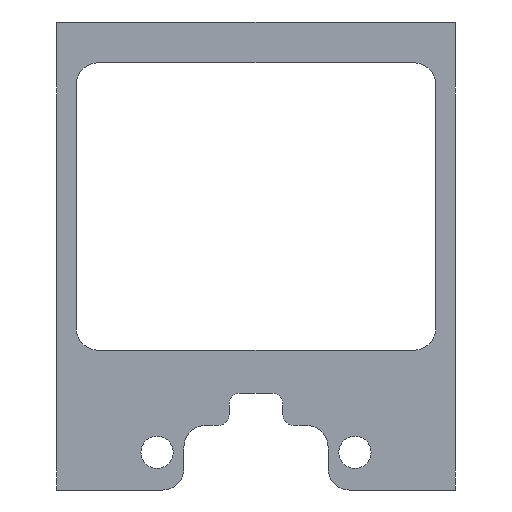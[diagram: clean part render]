
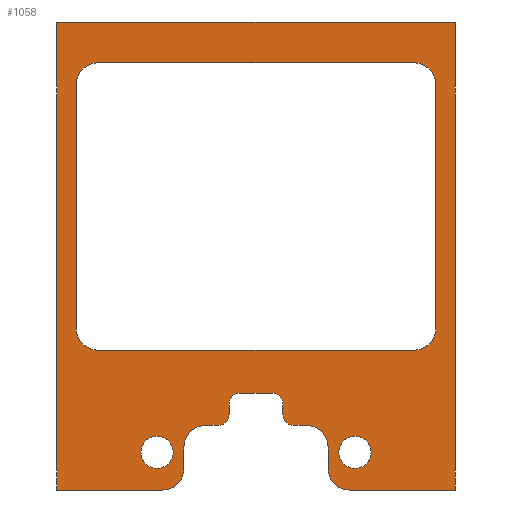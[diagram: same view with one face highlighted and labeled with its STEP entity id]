
A CAD part, left-side view. The second image highlights one B-rep face of the part: STEP entity #1058.
In plain terms, the highlighted planar face has unit normal (-1, 0, 0).
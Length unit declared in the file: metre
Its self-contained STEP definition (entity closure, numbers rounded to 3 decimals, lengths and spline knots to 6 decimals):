
#40=LINE('',#1559,#144);
#56=LINE('',#1606,#160);
#64=LINE('',#1629,#168);
#68=LINE('',#1638,#172);
#86=LINE('',#1699,#190);
#87=LINE('',#1704,#191);
#88=LINE('',#1708,#192);
#89=LINE('',#1712,#193);
#90=LINE('',#1713,#194);
#91=LINE('',#1715,#195);
#92=LINE('',#1717,#196);
#93=LINE('',#1721,#197);
#94=LINE('',#1726,#198);
#95=LINE('',#1730,#199);
#96=LINE('',#1735,#200);
#97=LINE('',#1740,#201);
#144=VECTOR('',#1238,1.);
#160=VECTOR('',#1274,1.);
#168=VECTOR('',#1292,1.);
#172=VECTOR('',#1298,1.);
#190=VECTOR('',#1348,1.);
#191=VECTOR('',#1351,1.);
#192=VECTOR('',#1354,1.);
#193=VECTOR('',#1357,1.);
#194=VECTOR('',#1358,1.);
#195=VECTOR('',#1359,1.);
#196=VECTOR('',#1360,1.);
#197=VECTOR('',#1363,1.);
#198=VECTOR('',#1368,1.);
#199=VECTOR('',#1371,1.);
#200=VECTOR('',#1376,1.);
#201=VECTOR('',#1381,1.);
#328=ORIENTED_EDGE('',*,*,#632,.F.);
#329=ORIENTED_EDGE('',*,*,#633,.T.);
#330=ORIENTED_EDGE('',*,*,#634,.F.);
#331=ORIENTED_EDGE('',*,*,#635,.T.);
#332=ORIENTED_EDGE('',*,*,#636,.T.);
#333=ORIENTED_EDGE('',*,*,#637,.T.);
#334=ORIENTED_EDGE('',*,*,#638,.F.);
#335=ORIENTED_EDGE('',*,*,#639,.T.);
#336=ORIENTED_EDGE('',*,*,#640,.F.);
#337=ORIENTED_EDGE('',*,*,#563,.F.);
#338=ORIENTED_EDGE('',*,*,#641,.T.);
#339=ORIENTED_EDGE('',*,*,#642,.T.);
#340=ORIENTED_EDGE('',*,*,#643,.F.);
#341=ORIENTED_EDGE('',*,*,#644,.T.);
#342=ORIENTED_EDGE('',*,*,#645,.T.);
#343=ORIENTED_EDGE('',*,*,#646,.T.);
#344=ORIENTED_EDGE('',*,*,#602,.T.);
#345=ORIENTED_EDGE('',*,*,#647,.T.);
#346=ORIENTED_EDGE('',*,*,#648,.T.);
#347=ORIENTED_EDGE('',*,*,#649,.T.);
#348=ORIENTED_EDGE('',*,*,#650,.T.);
#349=ORIENTED_EDGE('',*,*,#651,.T.);
#350=ORIENTED_EDGE('',*,*,#586,.F.);
#351=ORIENTED_EDGE('',*,*,#652,.T.);
#352=ORIENTED_EDGE('',*,*,#653,.T.);
#353=ORIENTED_EDGE('',*,*,#654,.T.);
#354=ORIENTED_EDGE('',*,*,#598,.T.);
#355=ORIENTED_EDGE('',*,*,#655,.T.);
#356=ORIENTED_EDGE('',*,*,#656,.F.);
#357=ORIENTED_EDGE('',*,*,#657,.T.);
#563=EDGE_CURVE('',#719,#720,#40,.T.);
#586=EDGE_CURVE('',#740,#741,#56,.T.);
#598=EDGE_CURVE('',#751,#750,#64,.T.);
#602=EDGE_CURVE('',#755,#754,#68,.T.);
#632=EDGE_CURVE('',#780,#780,#848,.T.);
#633=EDGE_CURVE('',#781,#781,#849,.T.);
#634=EDGE_CURVE('',#782,#783,#86,.T.);
#635=EDGE_CURVE('',#782,#784,#850,.F.);
#636=EDGE_CURVE('',#784,#785,#87,.T.);
#637=EDGE_CURVE('',#785,#786,#851,.T.);
#638=EDGE_CURVE('',#787,#786,#88,.T.);
#639=EDGE_CURVE('',#787,#788,#852,.F.);
#640=EDGE_CURVE('',#720,#788,#89,.T.);
#641=EDGE_CURVE('',#719,#789,#90,.T.);
#642=EDGE_CURVE('',#789,#790,#91,.T.);
#643=EDGE_CURVE('',#791,#790,#92,.T.);
#644=EDGE_CURVE('',#791,#792,#853,.F.);
#645=EDGE_CURVE('',#792,#793,#93,.T.);
#646=EDGE_CURVE('',#793,#755,#854,.T.);
#647=EDGE_CURVE('',#754,#794,#855,.F.);
#648=EDGE_CURVE('',#794,#795,#94,.T.);
#649=EDGE_CURVE('',#795,#796,#856,.T.);
#650=EDGE_CURVE('',#796,#797,#95,.T.);
#651=EDGE_CURVE('',#797,#783,#857,.T.);
#652=EDGE_CURVE('',#740,#798,#858,.T.);
#653=EDGE_CURVE('',#798,#799,#96,.T.);
#654=EDGE_CURVE('',#799,#751,#859,.T.);
#655=EDGE_CURVE('',#750,#800,#860,.T.);
#656=EDGE_CURVE('',#801,#800,#97,.T.);
#657=EDGE_CURVE('',#801,#741,#861,.T.);
#719=VERTEX_POINT('',#1558);
#720=VERTEX_POINT('',#1560);
#740=VERTEX_POINT('',#1605);
#741=VERTEX_POINT('',#1607);
#750=VERTEX_POINT('',#1628);
#751=VERTEX_POINT('',#1630);
#754=VERTEX_POINT('',#1637);
#755=VERTEX_POINT('',#1639);
#780=VERTEX_POINT('',#1696);
#781=VERTEX_POINT('',#1698);
#782=VERTEX_POINT('',#1700);
#783=VERTEX_POINT('',#1701);
#784=VERTEX_POINT('',#1703);
#785=VERTEX_POINT('',#1705);
#786=VERTEX_POINT('',#1707);
#787=VERTEX_POINT('',#1709);
#788=VERTEX_POINT('',#1711);
#789=VERTEX_POINT('',#1714);
#790=VERTEX_POINT('',#1716);
#791=VERTEX_POINT('',#1718);
#792=VERTEX_POINT('',#1720);
#793=VERTEX_POINT('',#1722);
#794=VERTEX_POINT('',#1725);
#795=VERTEX_POINT('',#1727);
#796=VERTEX_POINT('',#1729);
#797=VERTEX_POINT('',#1731);
#798=VERTEX_POINT('',#1734);
#799=VERTEX_POINT('',#1736);
#800=VERTEX_POINT('',#1739);
#801=VERTEX_POINT('',#1741);
#848=CIRCLE('',#1153,0.0015);
#849=CIRCLE('',#1154,0.0015);
#850=CIRCLE('',#1155,0.001);
#851=CIRCLE('',#1156,0.002);
#852=CIRCLE('',#1157,0.002);
#853=CIRCLE('',#1158,0.002);
#854=CIRCLE('',#1159,0.002);
#855=CIRCLE('',#1160,0.001);
#856=CIRCLE('',#1161,0.001);
#857=CIRCLE('',#1162,0.001);
#858=CIRCLE('',#1163,0.002);
#859=CIRCLE('',#1164,0.002);
#860=CIRCLE('',#1165,0.002);
#861=CIRCLE('',#1166,0.002);
#887=EDGE_LOOP('',(#328));
#888=EDGE_LOOP('',(#329));
#889=EDGE_LOOP('',(#330,#331,#332,#333,#334,#335,#336,#337,#338,#339,#340,
#341,#342,#343,#344,#345,#346,#347,#348,#349));
#890=EDGE_LOOP('',(#350,#351,#352,#353,#354,#355,#356,#357));
#961=FACE_BOUND('',#887,.T.);
#962=FACE_BOUND('',#888,.T.);
#963=FACE_BOUND('',#889,.T.);
#964=FACE_BOUND('',#890,.T.);
#1029=PLANE('',#1152);
#1058=ADVANCED_FACE('',(#961,#962,#963,#964),#1029,.F.);
#1152=AXIS2_PLACEMENT_3D('',#1694,#1342,#1343);
#1153=AXIS2_PLACEMENT_3D('',#1695,#1344,#1345);
#1154=AXIS2_PLACEMENT_3D('',#1697,#1346,#1347);
#1155=AXIS2_PLACEMENT_3D('',#1702,#1349,#1350);
#1156=AXIS2_PLACEMENT_3D('',#1706,#1352,#1353);
#1157=AXIS2_PLACEMENT_3D('',#1710,#1355,#1356);
#1158=AXIS2_PLACEMENT_3D('',#1719,#1361,#1362);
#1159=AXIS2_PLACEMENT_3D('',#1723,#1364,#1365);
#1160=AXIS2_PLACEMENT_3D('',#1724,#1366,#1367);
#1161=AXIS2_PLACEMENT_3D('',#1728,#1369,#1370);
#1162=AXIS2_PLACEMENT_3D('',#1732,#1372,#1373);
#1163=AXIS2_PLACEMENT_3D('',#1733,#1374,#1375);
#1164=AXIS2_PLACEMENT_3D('',#1737,#1377,#1378);
#1165=AXIS2_PLACEMENT_3D('',#1738,#1379,#1380);
#1166=AXIS2_PLACEMENT_3D('',#1742,#1382,#1383);
#1238=DIRECTION('',(0.,0.,-1.));
#1274=DIRECTION('',(0.,0.,-1.));
#1292=DIRECTION('',(0.,0.,-1.));
#1298=DIRECTION('',(0.,-1.,0.));
#1342=DIRECTION('',(1.,0.,0.));
#1343=DIRECTION('',(0.,0.,-1.));
#1344=DIRECTION('',(-1.,0.,0.));
#1345=DIRECTION('',(0.,0.,1.));
#1346=DIRECTION('',(1.,0.,0.));
#1347=DIRECTION('',(0.,0.,1.));
#1348=DIRECTION('',(0.,0.,1.));
#1349=DIRECTION('',(1.,0.,0.));
#1350=DIRECTION('',(0.,0.,-1.));
#1351=DIRECTION('',(0.,-1.,0.));
#1352=DIRECTION('',(1.,0.,0.));
#1353=DIRECTION('',(0.,0.,-1.));
#1354=DIRECTION('',(0.,0.,1.));
#1355=DIRECTION('',(1.,0.,0.));
#1356=DIRECTION('',(0.,0.,-1.));
#1357=DIRECTION('',(0.,1.,0.));
#1358=DIRECTION('',(0.,1.,0.));
#1359=DIRECTION('',(0.,0.,-1.));
#1360=DIRECTION('',(0.,1.,0.));
#1361=DIRECTION('',(1.,0.,0.));
#1362=DIRECTION('',(0.,0.,-1.));
#1363=DIRECTION('',(0.,0.,1.));
#1364=DIRECTION('',(1.,0.,0.));
#1365=DIRECTION('',(0.,0.,-1.));
#1366=DIRECTION('',(1.,0.,0.));
#1367=DIRECTION('',(0.,0.,-1.));
#1368=DIRECTION('',(0.,0.,1.));
#1369=DIRECTION('',(1.,0.,0.));
#1370=DIRECTION('',(0.,0.,-1.));
#1371=DIRECTION('',(0.,-1.,0.));
#1372=DIRECTION('',(1.,0.,0.));
#1373=DIRECTION('',(0.,0.,-1.));
#1374=DIRECTION('',(1.,0.,0.));
#1375=DIRECTION('',(0.,0.,-1.));
#1376=DIRECTION('',(0.,-1.,0.));
#1377=DIRECTION('',(1.,0.,0.));
#1378=DIRECTION('',(0.,0.,-1.));
#1379=DIRECTION('',(1.,0.,0.));
#1380=DIRECTION('',(0.,0.,-1.));
#1381=DIRECTION('',(0.,-1.,0.));
#1382=DIRECTION('',(1.,0.,0.));
#1383=DIRECTION('',(0.,0.,-1.));
#1558=CARTESIAN_POINT('',(0.,-0.037,0.0078));
#1559=CARTESIAN_POINT('',(0.,-0.037,-0.031));
#1560=CARTESIAN_POINT('',(0.,-0.037,-0.0357));
#1605=CARTESIAN_POINT('',(0.,-0.0018,0.002));
#1606=CARTESIAN_POINT('',(0.,-0.0018,-0.00935));
#1607=CARTESIAN_POINT('',(0.,-0.0018,-0.0207));
#1628=CARTESIAN_POINT('',(0.,-0.0352,-0.0207));
#1629=CARTESIAN_POINT('',(0.,-0.0352,-0.00935));
#1630=CARTESIAN_POINT('',(0.,-0.0352,0.002));
#1637=CARTESIAN_POINT('',(0.,-0.015,-0.0297));
#1638=CARTESIAN_POINT('',(0.,-0.0185,-0.0297));
#1639=CARTESIAN_POINT('',(0.,-0.0138,-0.0297));
#1694=CARTESIAN_POINT('',(0.,-0.0018,-0.031));
#1695=CARTESIAN_POINT('',(0.,-0.0093,-0.0322));
#1696=CARTESIAN_POINT('',(0.,-0.0093,-0.0307));
#1697=CARTESIAN_POINT('',(0.,-0.0277,-0.0322));
#1698=CARTESIAN_POINT('',(0.,-0.0277,-0.0307));
#1699=CARTESIAN_POINT('',(0.,-0.021,-0.0282));
#1700=CARTESIAN_POINT('',(0.,-0.021,-0.0287));
#1701=CARTESIAN_POINT('',(0.,-0.021,-0.0277));
#1702=CARTESIAN_POINT('',(0.,-0.022,-0.0287));
#1703=CARTESIAN_POINT('',(0.,-0.022,-0.0297));
#1704=CARTESIAN_POINT('',(0.,-0.0185,-0.0297));
#1705=CARTESIAN_POINT('',(0.,-0.0232,-0.0297));
#1706=CARTESIAN_POINT('',(0.,-0.0232,-0.0317));
#1707=CARTESIAN_POINT('',(0.,-0.0252,-0.0317));
#1708=CARTESIAN_POINT('',(0.,-0.0252,-0.0327));
#1709=CARTESIAN_POINT('',(0.,-0.0252,-0.0337));
#1710=CARTESIAN_POINT('',(0.,-0.0272,-0.0337));
#1711=CARTESIAN_POINT('',(0.,-0.0272,-0.0357));
#1712=CARTESIAN_POINT('',(0.,-0.0018,-0.0357));
#1713=CARTESIAN_POINT('',(0.,-0.0018,0.0078));
#1714=CARTESIAN_POINT('',(0.,0.,0.0078));
#1715=CARTESIAN_POINT('',(0.,0.,-0.031));
#1716=CARTESIAN_POINT('',(0.,0.,-0.0357));
#1717=CARTESIAN_POINT('',(0.,-0.0018,-0.0357));
#1718=CARTESIAN_POINT('',(0.,-0.0098,-0.0357));
#1719=CARTESIAN_POINT('',(0.,-0.0098,-0.0337));
#1720=CARTESIAN_POINT('',(0.,-0.0118,-0.0337));
#1721=CARTESIAN_POINT('',(0.,-0.0118,-0.0327));
#1722=CARTESIAN_POINT('',(0.,-0.0118,-0.0317));
#1723=CARTESIAN_POINT('',(0.,-0.0138,-0.0317));
#1724=CARTESIAN_POINT('',(0.,-0.015,-0.0287));
#1725=CARTESIAN_POINT('',(0.,-0.016,-0.0287));
#1726=CARTESIAN_POINT('',(0.,-0.016,-0.0282));
#1727=CARTESIAN_POINT('',(0.,-0.016,-0.0277));
#1728=CARTESIAN_POINT('',(0.,-0.017,-0.0277));
#1729=CARTESIAN_POINT('',(0.,-0.017,-0.0267));
#1730=CARTESIAN_POINT('',(0.,-0.0185,-0.0267));
#1731=CARTESIAN_POINT('',(0.,-0.02,-0.0267));
#1732=CARTESIAN_POINT('',(0.,-0.02,-0.0277));
#1733=CARTESIAN_POINT('',(0.,-0.0038,0.002));
#1734=CARTESIAN_POINT('',(0.,-0.0038,0.004));
#1735=CARTESIAN_POINT('',(0.,-0.0185,0.004));
#1736=CARTESIAN_POINT('',(0.,-0.0332,0.004));
#1737=CARTESIAN_POINT('',(0.,-0.0332,0.002));
#1738=CARTESIAN_POINT('',(0.,-0.0332,-0.0207));
#1739=CARTESIAN_POINT('',(0.,-0.0332,-0.0227));
#1740=CARTESIAN_POINT('',(0.,-0.0185,-0.0227));
#1741=CARTESIAN_POINT('',(0.,-0.0038,-0.0227));
#1742=CARTESIAN_POINT('',(0.,-0.0038,-0.0207));
